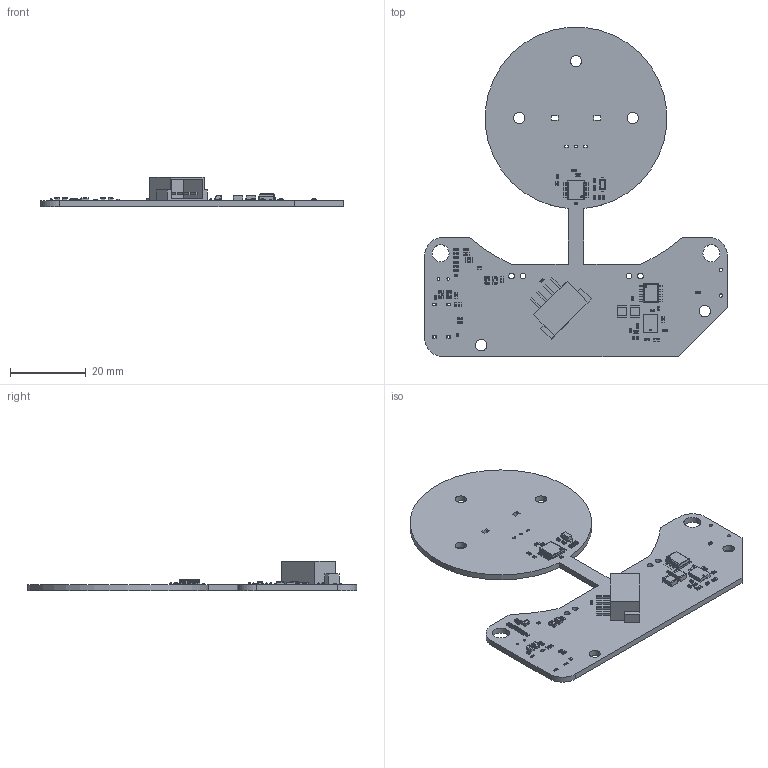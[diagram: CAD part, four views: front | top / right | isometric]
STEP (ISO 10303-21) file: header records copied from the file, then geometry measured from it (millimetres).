
FILE_DESCRIPTION(('Open CASCADE Model'),'2;1');
FILE_NAME('Open CASCADE Shape Model','2020-09-28T22:42:36',('Author'),( 'Open CASCADE'),'Open CASCADE STEP processor 6.8','Open CASCADE 6.8' ,'Unknown');
FILE_SCHEMA(('AUTOMOTIVE_DESIGN { 1 0 10303 214 1 1 1 1 }'));
Length unit declared in the file: millimetre
Products named in the file (84): PCB; Board; Open CASCADE STEP translator 6.8 2.1.1; Cs; 0402_SMD_Capacitor; U2; 6464439776; Open_CASCADE_STEP_translator_6.8_42.1; Body; Open_CASCADE_STEP_translator_6.8_42.2.1; Leader; R25; User_Library-RES_1005-0402; R24; R23; R22; R20; C12; User_Library-0603_SMD_Capacitor; C11; User_Library-0805_SMD_Capacitor; C10; R18; R6; R4; D2; 6751805312; Open_CASCADE_STEP_translator_6.8_16.1.1; lead; R11; R10; R8; R7; C9; C8; C1; U4; 6708693888; Open_CASCADE_STEP_translator_6.8_20.1; Open_CASCADE_STEP_translator_6.8_20.2.1 ...
Assembly tree (167 placements, depth 5):
  PCB
    Board
      Open CASCADE STEP translator 6.8 2.1.1
    Cs
      0402_SMD_Capacitor
    U2
      6464439776
        Open_CASCADE_STEP_translator_6.8_42.1
        Body
          Open_CASCADE_STEP_translator_6.8_42.2.1
        Leader  x14
    R25
      User_Library-RES_1005-0402
    R24
      User_Library-RES_1005-0402
    R23
      User_Library-RES_1005-0402
    R22
      User_Library-RES_1005-0402
    R20
      User_Library-RES_1005-0402
    C12
      User_Library-0603_SMD_Capacitor
    C11
      User_Library-0805_SMD_Capacitor
    C10
      User_Library-0603_SMD_Capacitor
    R18
      User_Library-RES_1005-0402
    R6
      User_Library-RES_1005-0402
    R4
      User_Library-RES_1005-0402
    D2
      6751805312
        Body
          Open_CASCADE_STEP_translator_6.8_16.1.1
        lead  x2
    R11
      User_Library-RES_1005-0402
    R10
      User_Library-RES_1005-0402
    R8
      User_Library-RES_1005-0402
    R7
      User_Library-RES_1005-0402
    C9
      0402_SMD_Capacitor
    C8
      0402_SMD_Capacitor
    C1
      User_Library-0805_SMD_Capacitor
    U4
      6708693888
        Open_CASCADE_STEP_translator_6.8_20.1
        Body
          Open_CASCADE_STEP_translator_6.8_20.2.1
        Thermal_Shape
        Pin_Shape  x20
          Open_CASCADE_STEP_translator_6.8_20.4.1
Bounding box: 80 x 86.91 x 7.69 mm (x, y, z)
Volume: 6495.6 mm3; surface area: 9950.8 mm2
Topology: 178 solids, 181 shells, 5366 faces, 12752 edges, 7829 vertices
Faces by surface type: plane 3239, bspline 1223, cylinder 692, sphere 212
Full cylindrical faces by diameter (mm): 0.3 x8, 0.45 x1, 0.5 x1, 0.562 x1, 0.65 x2, 0.9 x2, 1.5 x4, 3 x5, 4.5 x2
Entity records: 38024 total; most frequent: CARTESIAN_POINT 15729, ORIENTED_EDGE 3663, DIRECTION 3536, EDGE_CURVE 1825, AXIS2_PLACEMENT_3D 1194, LINE 1148, VECTOR 1148, VERTEX_POINT 1091
